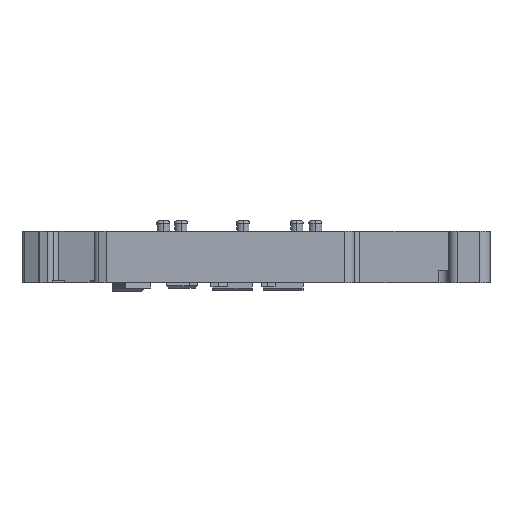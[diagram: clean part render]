
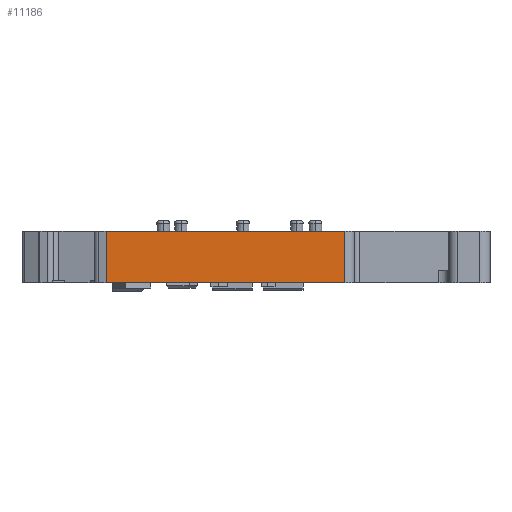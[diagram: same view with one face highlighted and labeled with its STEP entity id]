
A CAD part, left-side view. The second image highlights one B-rep face of the part: STEP entity #11186.
In plain terms, the highlighted planar face has unit normal (-1, 0, 0).
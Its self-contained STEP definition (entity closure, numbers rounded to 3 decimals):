
#253=DIRECTION('',(0.,-1.,0.));
#254=VECTOR('',#253,23.055);
#255=CARTESIAN_POINT('',(-33.5,31.055,-2.5));
#256=LINE('',#255,#254);
#3257=DIRECTION('',(0.,0.,1.));
#3258=VECTOR('',#3257,5.);
#3259=CARTESIAN_POINT('',(-33.5,31.055,-2.5));
#3260=LINE('',#3259,#3258);
#3264=DIRECTION('',(0.,-1.,0.));
#3265=VECTOR('',#3264,23.055);
#3266=CARTESIAN_POINT('',(-33.5,31.055,2.5));
#3267=LINE('',#3266,#3265);
#3271=DIRECTION('',(0.,0.,1.));
#3272=VECTOR('',#3271,5.);
#3273=CARTESIAN_POINT('',(-33.5,8.,-2.5));
#3274=LINE('',#3273,#3272);
#8077=CARTESIAN_POINT('',(-33.5,31.055,-2.5));
#8078=VERTEX_POINT('',#8077);
#8079=CARTESIAN_POINT('',(-33.5,8.,-2.5));
#8080=VERTEX_POINT('',#8079);
#8644=CARTESIAN_POINT('',(-33.5,8.,2.5));
#8645=VERTEX_POINT('',#8644);
#8646=CARTESIAN_POINT('',(-33.5,31.055,2.5));
#8647=VERTEX_POINT('',#8646);
#11174=CARTESIAN_POINT('',(-33.5,31.055,-2.5));
#11175=DIRECTION('',(-1.,0.,0.));
#11176=DIRECTION('',(0.,-1.,0.));
#11177=AXIS2_PLACEMENT_3D('',#11174,#11175,#11176);
#11178=PLANE('',#11177);
#11180=ORIENTED_EDGE('',*,*,#11179,.F.);
#11181=ORIENTED_EDGE('',*,*,#9434,.F.);
#11182=ORIENTED_EDGE('',*,*,#11169,.T.);
#11183=ORIENTED_EDGE('',*,*,#10645,.T.);
#11184=EDGE_LOOP('',(#11180,#11181,#11182,#11183));
#11185=FACE_OUTER_BOUND('',#11184,.F.);
#9434=EDGE_CURVE('',#8078,#8080,#256,.T.);
#10645=EDGE_CURVE('',#8647,#8645,#3267,.T.);
#11169=EDGE_CURVE('',#8078,#8647,#3260,.T.);
#11179=EDGE_CURVE('',#8080,#8645,#3274,.T.);
#11186=ADVANCED_FACE('',(#11185),#11178,.T.);
